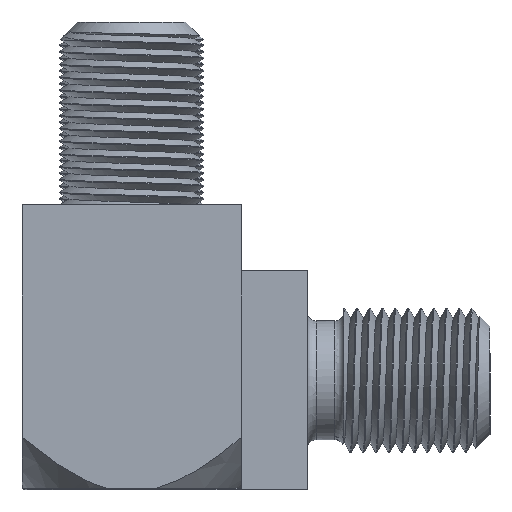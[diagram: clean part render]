
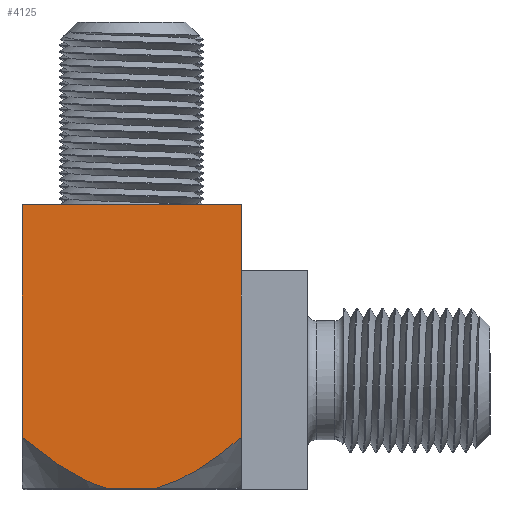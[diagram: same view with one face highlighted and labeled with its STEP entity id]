
A CAD part, front view. The second image highlights one B-rep face of the part: STEP entity #4125.
In plain terms, the highlighted planar face has unit normal (0, -1, 0).
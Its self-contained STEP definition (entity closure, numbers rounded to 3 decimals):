
#113 = EDGE_CURVE ( 'NONE', #2241, #3721, #2102, .T. ) ;
#304 = CARTESIAN_POINT ( 'NONE',  ( 6., -30., 15.5 ) ) ;
#359 = CARTESIAN_POINT ( 'NONE',  ( -6., -30., 2.783 ) ) ;
#462 = VECTOR ( 'NONE', #5695, 1000. ) ;
#802 = DIRECTION ( 'NONE',  ( 1., 0., 0. ) ) ;
#914 = CARTESIAN_POINT ( 'NONE',  ( -1.794, -30., 0.116 ) ) ;
#1017 = B_SPLINE_CURVE_WITH_KNOTS ( 'NONE', 3,
 ( #1480, #4136, #6167, #8213, #8174, #6782, #914, #3479 ),
 .UNSPECIFIED., .F., .F.,
 ( 4, 2, 2, 4 ),
 ( 0., 0.003, 0.004, 0.005 ),
 .UNSPECIFIED. ) ;
#1387 = LINE ( 'NONE', #5992, #1896 ) ;
#1456 = VERTEX_POINT ( 'NONE', #359 ) ;
#1480 = CARTESIAN_POINT ( 'NONE',  ( -6., -30., 2.783 ) ) ;
#1518 = CARTESIAN_POINT ( 'NONE',  ( 4.584, -30., 1.636 ) ) ;
#1896 = VECTOR ( 'NONE', #2043, 1000. ) ;
#1899 = DIRECTION ( 'NONE',  ( 1., 0., 0. ) ) ;
#1910 = CARTESIAN_POINT ( 'NONE',  ( -1.35, -30., 0. ) ) ;
#2043 = DIRECTION ( 'NONE',  ( 1., 0., 0. ) ) ;
#2102 = B_SPLINE_CURVE_WITH_KNOTS ( 'NONE', 3,
 ( #3472, #6293, #6856, #6814, #6161, #1518, #6775, #7552 ),
 .UNSPECIFIED., .F., .F.,
 ( 4, 2, 2, 4 ),
 ( 0., 0.001, 0.003, 0.005 ),
 .UNSPECIFIED. ) ;
#2216 = EDGE_CURVE ( 'NONE', #8575, #6413, #3116, .T. ) ;
#2241 = VERTEX_POINT ( 'NONE', #7030 ) ;
#2761 = DIRECTION ( 'NONE',  ( 0., -1., 0. ) ) ;
#2764 = VERTEX_POINT ( 'NONE', #1910 ) ;
#3116 = LINE ( 'NONE', #7845, #4817 ) ;
#3187 = EDGE_CURVE ( 'NONE', #1456, #2764, #1017, .T. ) ;
#3216 = VECTOR ( 'NONE', #4973, 1000. ) ;
#3228 = EDGE_CURVE ( 'NONE', #1456, #8575, #5628, .T. ) ;
#3472 = CARTESIAN_POINT ( 'NONE',  ( 1.35, -30., 0. ) ) ;
#3479 = CARTESIAN_POINT ( 'NONE',  ( -1.35, -30., 0. ) ) ;
#3721 = VERTEX_POINT ( 'NONE', #4118 ) ;
#3882 = ORIENTED_EDGE ( 'NONE', *, *, #3228, .F. ) ;
#3989 = ORIENTED_EDGE ( 'NONE', *, *, #6819, .T. ) ;
#4062 = FACE_OUTER_BOUND ( 'NONE', #6825, .T. ) ;
#4118 = CARTESIAN_POINT ( 'NONE',  ( 6., -30., 2.783 ) ) ;
#4125 = ADVANCED_FACE ( 'NONE', ( #4062 ), #5498, .T. ) ;
#4136 = CARTESIAN_POINT ( 'NONE',  ( -5.303, -30., 2.196 ) ) ;
#4432 = LINE ( 'NONE', #7599, #462 ) ;
#4483 = CARTESIAN_POINT ( 'NONE',  ( -6., -30., 15.5 ) ) ;
#4686 = AXIS2_PLACEMENT_3D ( 'NONE', #7444, #2761, #802 ) ;
#4817 = VECTOR ( 'NONE', #1899, 1000. ) ;
#4973 = DIRECTION ( 'NONE',  ( 0., 0., 1. ) ) ;
#5287 = ORIENTED_EDGE ( 'NONE', *, *, #7630, .T. ) ;
#5498 = PLANE ( 'NONE',  #4686 ) ;
#5580 = CARTESIAN_POINT ( 'NONE',  ( -6., -30., 0. ) ) ;
#5628 = LINE ( 'NONE', #5580, #3216 ) ;
#5695 = DIRECTION ( 'NONE',  ( 0., 0., 1. ) ) ;
#5992 = CARTESIAN_POINT ( 'NONE',  ( -6., -30., 0. ) ) ;
#6161 = CARTESIAN_POINT ( 'NONE',  ( 3.43, -30., 0.898 ) ) ;
#6167 = CARTESIAN_POINT ( 'NONE',  ( -4.587, -30., 1.638 ) ) ;
#6293 = CARTESIAN_POINT ( 'NONE',  ( 1.795, -30., 0.116 ) ) ;
#6413 = VERTEX_POINT ( 'NONE', #304 ) ;
#6775 = CARTESIAN_POINT ( 'NONE',  ( 5.302, -30., 2.195 ) ) ;
#6782 = CARTESIAN_POINT ( 'NONE',  ( -2.221, -30., 0.282 ) ) ;
#6814 = CARTESIAN_POINT ( 'NONE',  ( 3.035, -30., 0.671 ) ) ;
#6819 = EDGE_CURVE ( 'NONE', #3721, #6413, #4432, .T. ) ;
#6825 = EDGE_LOOP ( 'NONE', ( #8446, #5287, #7740, #3989, #7756, #3882 ) ) ;
#6856 = CARTESIAN_POINT ( 'NONE',  ( 2.217, -30., 0.281 ) ) ;
#7030 = CARTESIAN_POINT ( 'NONE',  ( 1.35, -30., 0. ) ) ;
#7444 = CARTESIAN_POINT ( 'NONE',  ( -6., -30., 0. ) ) ;
#7552 = CARTESIAN_POINT ( 'NONE',  ( 6., -30., 2.783 ) ) ;
#7599 = CARTESIAN_POINT ( 'NONE',  ( 6., -30., 0. ) ) ;
#7630 = EDGE_CURVE ( 'NONE', #2764, #2241, #1387, .T. ) ;
#7740 = ORIENTED_EDGE ( 'NONE', *, *, #113, .T. ) ;
#7756 = ORIENTED_EDGE ( 'NONE', *, *, #2216, .F. ) ;
#7845 = CARTESIAN_POINT ( 'NONE',  ( 6.5, -30., 15.5 ) ) ;
#8174 = CARTESIAN_POINT ( 'NONE',  ( -3.048, -30., 0.678 ) ) ;
#8213 = CARTESIAN_POINT ( 'NONE',  ( -3.442, -30., 0.905 ) ) ;
#8446 = ORIENTED_EDGE ( 'NONE', *, *, #3187, .T. ) ;
#8575 = VERTEX_POINT ( 'NONE', #4483 ) ;
